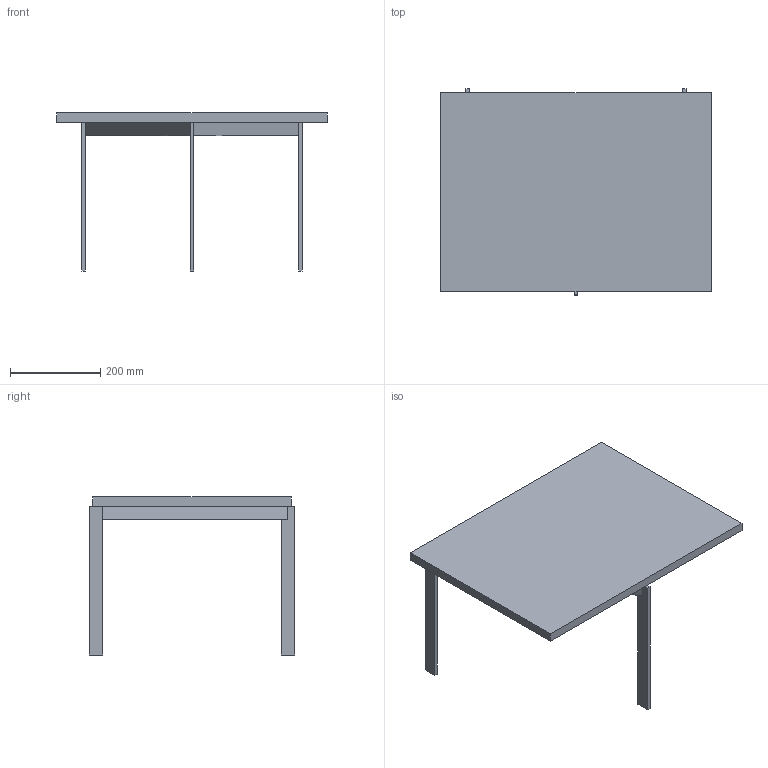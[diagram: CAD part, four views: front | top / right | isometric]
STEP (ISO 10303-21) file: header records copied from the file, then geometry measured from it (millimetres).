
FILE_DESCRIPTION(/* description */ (''),/* implementation_level */ '2;1');
FILE_NAME(/* name */ 'Plank_CB-333_3D',/* time_stamp */ '2024-04-17T19:14:09+02:00',/* author */ (''),/* organization */ (''),/* preprocessor_version */ 'ST-DEVELOPER v16.5',/* originating_system */ 'Rhino 7.34',/* authorisation */ '');
FILE_SCHEMA (('AUTOMOTIVE_DESIGN'));
Length unit declared in the file: centimetre
Products named in the file (2): Document; Plank_CB-333
Assembly tree (1 placements, depth 2):
  Document
    Plank_CB-333
Bounding box: 600 x 456 x 350 mm (x, y, z)
Surface area: 810742.5 mm2 (no closed solid volume)
Topology: 0 solids, 54 shells, 54 faces, 240 edges, 240 vertices
Faces by surface type: plane 54
Entity records: 2296 total; most frequent: CARTESIAN_POINT 804, ORIENTED_EDGE 240, EDGE_CURVE 240, B_SPLINE_CURVE_WITH_KNOTS 240, VERTEX_POINT 240, DIRECTION 62, AXIS2_PLACEMENT_3D 58, PRESENTATION_LAYER_ASSIGNMENT 54
